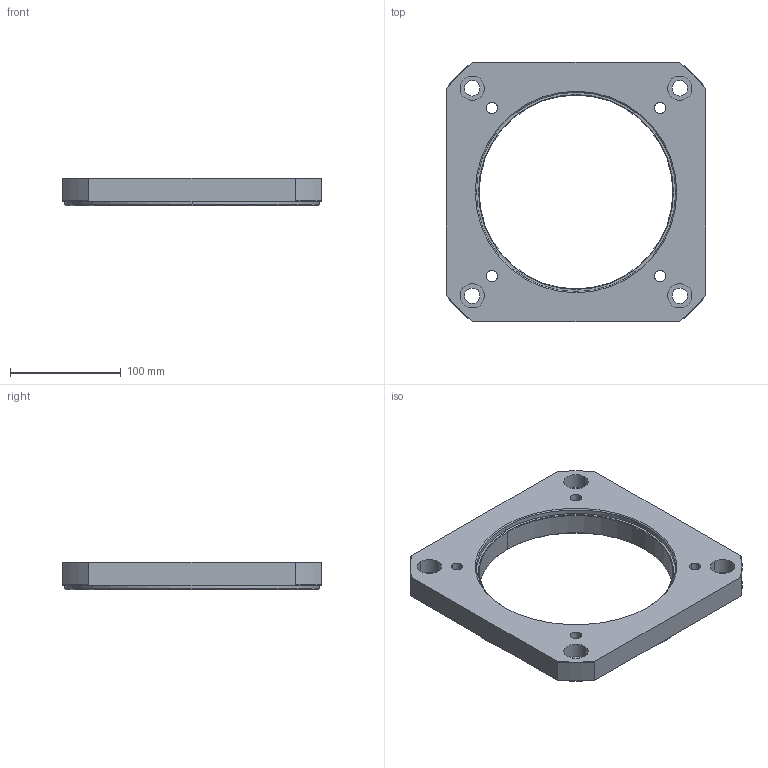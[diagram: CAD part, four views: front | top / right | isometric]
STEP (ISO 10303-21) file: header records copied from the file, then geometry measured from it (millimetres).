
FILE_DESCRIPTION(('CATIA V5 STEP Exchange'),'2;1');
FILE_NAME('005 BRIDE ADAPTATION MOTEUR LSK.stp','2021-07-08T17:28:06+00:00',('none'),('none'),'CATIA Version 5-6 Release 2017','CATIA V5 STEP AP203','none');
FILE_SCHEMA(('CONFIG_CONTROL_DESIGN'));
Length unit declared in the file: millimetre
Products named in the file (1): BRIDE ADAPTATION MOTEUR LSK
Bounding box: 234 x 234 x 25 mm (x, y, z)
Volume: 652505.7 mm3; surface area: 99907.1 mm2
Topology: 1 solids, 1 shells, 62 faces, 154 edges, 100 vertices
Faces by surface type: cylinder 34, cone 16, plane 12
Entity records: 1756 total; most frequent: CARTESIAN_POINT 358, ORIENTED_EDGE 308, DIRECTION 200, EDGE_CURVE 154, AXIS2_PLACEMENT_3D 116, VERTEX_POINT 100, EDGE_LOOP 86, CIRCLE 84
